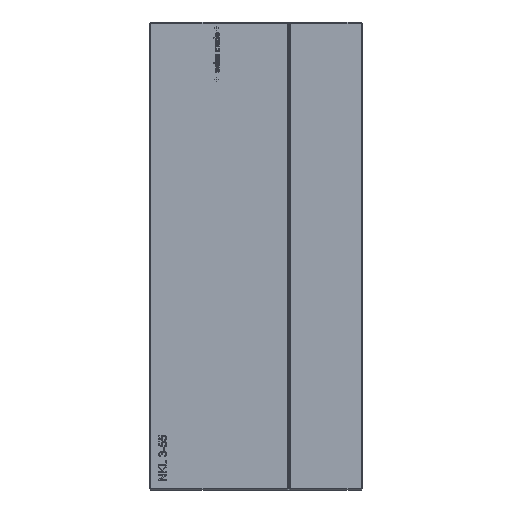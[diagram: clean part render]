
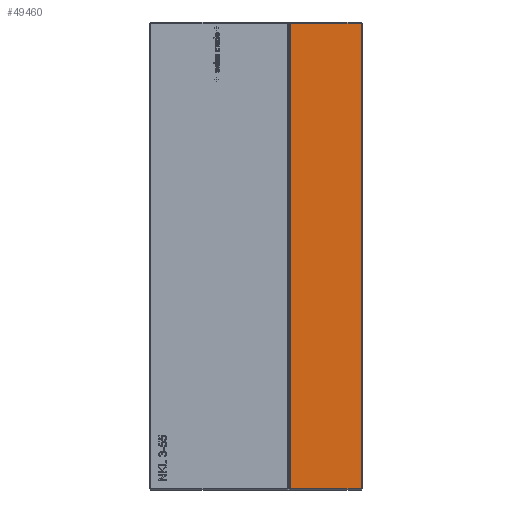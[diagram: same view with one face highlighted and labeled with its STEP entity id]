
A CAD part, left-side view. The second image highlights one B-rep face of the part: STEP entity #49460.
In plain terms, the highlighted planar face has unit normal (-1, 0, 0).
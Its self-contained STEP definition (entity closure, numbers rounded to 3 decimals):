
#47608 = PLANE('',#47609);
#47609 = AXIS2_PLACEMENT_3D('',#47610,#47611,#47612);
#47610 = CARTESIAN_POINT('',(-29.925,8.505,0.));
#47611 = DIRECTION('',(0.707,-0.707,
    0.));
#47612 = DIRECTION('',(0.,0.,1.));
#47875 = PLANE('',#47876);
#47876 = AXIS2_PLACEMENT_3D('',#47877,#47878,#47879);
#47877 = CARTESIAN_POINT('',(-29.925,0.,0.075));
#47878 = DIRECTION('',(0.707,0.,0.707));
#47879 = DIRECTION('',(0.,-1.,0.));
#48177 = PLANE('',#48178);
#48178 = AXIS2_PLACEMENT_3D('',#48179,#48180,#48181);
#48179 = CARTESIAN_POINT('',(-29.925,0.,54.925));
#48180 = DIRECTION('',(-0.707,0.,0.707));
#48181 = DIRECTION('',(0.,-1.,0.));
#48465 = VERTEX_POINT('',#48466);
#48466 = CARTESIAN_POINT('',(-30.,8.43,54.85));
#48487 = EDGE_CURVE('',#48488,#48465,#48490,.T.);
#48488 = VERTEX_POINT('',#48489);
#48489 = CARTESIAN_POINT('',(-30.,8.43,0.15));
#48490 = SURFACE_CURVE('',#48491,(#48495,#48502),.PCURVE_S1.);
#48491 = LINE('',#48492,#48493);
#48492 = CARTESIAN_POINT('',(-30.,8.43,0.));
#48493 = VECTOR('',#48494,1.);
#48494 = DIRECTION('',(0.,0.,1.));
#48495 = PCURVE('',#47608,#48496);
#48496 = DEFINITIONAL_REPRESENTATION('',(#48497),#48501);
#48497 = LINE('',#48498,#48499);
#48498 = CARTESIAN_POINT('',(0.,0.106));
#48499 = VECTOR('',#48500,1.);
#48500 = DIRECTION('',(1.,0.));
#48501 = ( GEOMETRIC_REPRESENTATION_CONTEXT(2) 
PARAMETRIC_REPRESENTATION_CONTEXT() REPRESENTATION_CONTEXT('2D SPACE',''
  ) );
#48502 = PCURVE('',#48503,#48508);
#48503 = PLANE('',#48504);
#48504 = AXIS2_PLACEMENT_3D('',#48505,#48506,#48507);
#48505 = CARTESIAN_POINT('',(-30.,0.,0.));
#48506 = DIRECTION('',(-1.,0.,0.));
#48507 = DIRECTION('',(0.,1.,0.));
#48508 = DEFINITIONAL_REPRESENTATION('',(#48509),#48513);
#48509 = LINE('',#48510,#48511);
#48510 = CARTESIAN_POINT('',(8.43,0.));
#48511 = VECTOR('',#48512,1.);
#48512 = DIRECTION('',(0.,-1.));
#48513 = ( GEOMETRIC_REPRESENTATION_CONTEXT(2) 
PARAMETRIC_REPRESENTATION_CONTEXT() REPRESENTATION_CONTEXT('2D SPACE',''
  ) );
#48757 = VERTEX_POINT('',#48758);
#48758 = CARTESIAN_POINT('',(-30.,0.15,0.15));
#48784 = EDGE_CURVE('',#48757,#48488,#48785,.T.);
#48785 = SURFACE_CURVE('',#48786,(#48790,#48797),.PCURVE_S1.);
#48786 = LINE('',#48787,#48788);
#48787 = CARTESIAN_POINT('',(-30.,0.,0.15));
#48788 = VECTOR('',#48789,1.);
#48789 = DIRECTION('',(0.,1.,0.));
#48790 = PCURVE('',#47875,#48791);
#48791 = DEFINITIONAL_REPRESENTATION('',(#48792),#48796);
#48792 = LINE('',#48793,#48794);
#48793 = CARTESIAN_POINT('',(0.,-0.106));
#48794 = VECTOR('',#48795,1.);
#48795 = DIRECTION('',(-1.,0.));
#48796 = ( GEOMETRIC_REPRESENTATION_CONTEXT(2) 
PARAMETRIC_REPRESENTATION_CONTEXT() REPRESENTATION_CONTEXT('2D SPACE',''
  ) );
#48797 = PCURVE('',#48503,#48798);
#48798 = DEFINITIONAL_REPRESENTATION('',(#48799),#48803);
#48799 = LINE('',#48800,#48801);
#48800 = CARTESIAN_POINT('',(0.,-0.15));
#48801 = VECTOR('',#48802,1.);
#48802 = DIRECTION('',(1.,0.));
#48803 = ( GEOMETRIC_REPRESENTATION_CONTEXT(2) 
PARAMETRIC_REPRESENTATION_CONTEXT() REPRESENTATION_CONTEXT('2D SPACE',''
  ) );
#49210 = VERTEX_POINT('',#49211);
#49211 = CARTESIAN_POINT('',(-30.,0.15,54.85));
#49237 = EDGE_CURVE('',#49210,#48465,#49238,.T.);
#49238 = SURFACE_CURVE('',#49239,(#49243,#49250),.PCURVE_S1.);
#49239 = LINE('',#49240,#49241);
#49240 = CARTESIAN_POINT('',(-30.,0.,54.85));
#49241 = VECTOR('',#49242,1.);
#49242 = DIRECTION('',(0.,1.,0.));
#49243 = PCURVE('',#48177,#49244);
#49244 = DEFINITIONAL_REPRESENTATION('',(#49245),#49249);
#49245 = LINE('',#49246,#49247);
#49246 = CARTESIAN_POINT('',(0.,-0.106));
#49247 = VECTOR('',#49248,1.);
#49248 = DIRECTION('',(-1.,0.));
#49249 = ( GEOMETRIC_REPRESENTATION_CONTEXT(2) 
PARAMETRIC_REPRESENTATION_CONTEXT() REPRESENTATION_CONTEXT('2D SPACE',''
  ) );
#49250 = PCURVE('',#48503,#49251);
#49251 = DEFINITIONAL_REPRESENTATION('',(#49252),#49256);
#49252 = LINE('',#49253,#49254);
#49253 = CARTESIAN_POINT('',(0.,-54.85));
#49254 = VECTOR('',#49255,1.);
#49255 = DIRECTION('',(1.,0.));
#49256 = ( GEOMETRIC_REPRESENTATION_CONTEXT(2) 
PARAMETRIC_REPRESENTATION_CONTEXT() REPRESENTATION_CONTEXT('2D SPACE',''
  ) );
#49460 = ADVANCED_FACE('',(#49461),#48503,.T.);
#49461 = FACE_BOUND('',#49462,.T.);
#49462 = EDGE_LOOP('',(#49463,#49464,#49465,#49491));
#49463 = ORIENTED_EDGE('',*,*,#48487,.F.);
#49464 = ORIENTED_EDGE('',*,*,#48784,.F.);
#49465 = ORIENTED_EDGE('',*,*,#49466,.T.);
#49466 = EDGE_CURVE('',#48757,#49210,#49467,.T.);
#49467 = SURFACE_CURVE('',#49468,(#49472,#49479),.PCURVE_S1.);
#49468 = LINE('',#49469,#49470);
#49469 = CARTESIAN_POINT('',(-30.,0.15,0.));
#49470 = VECTOR('',#49471,1.);
#49471 = DIRECTION('',(0.,0.,1.));
#49472 = PCURVE('',#48503,#49473);
#49473 = DEFINITIONAL_REPRESENTATION('',(#49474),#49478);
#49474 = LINE('',#49475,#49476);
#49475 = CARTESIAN_POINT('',(0.15,0.));
#49476 = VECTOR('',#49477,1.);
#49477 = DIRECTION('',(0.,-1.));
#49478 = ( GEOMETRIC_REPRESENTATION_CONTEXT(2) 
PARAMETRIC_REPRESENTATION_CONTEXT() REPRESENTATION_CONTEXT('2D SPACE',''
  ) );
#49479 = PCURVE('',#49480,#49485);
#49480 = PLANE('',#49481);
#49481 = AXIS2_PLACEMENT_3D('',#49482,#49483,#49484);
#49482 = CARTESIAN_POINT('',(-29.925,0.075,0.));
#49483 = DIRECTION('',(0.707,0.707,
    0.));
#49484 = DIRECTION('',(0.,0.,1.));
#49485 = DEFINITIONAL_REPRESENTATION('',(#49486),#49490);
#49486 = LINE('',#49487,#49488);
#49487 = CARTESIAN_POINT('',(0.,-0.106));
#49488 = VECTOR('',#49489,1.);
#49489 = DIRECTION('',(1.,0.));
#49490 = ( GEOMETRIC_REPRESENTATION_CONTEXT(2) 
PARAMETRIC_REPRESENTATION_CONTEXT() REPRESENTATION_CONTEXT('2D SPACE',''
  ) );
#49491 = ORIENTED_EDGE('',*,*,#49237,.T.);
